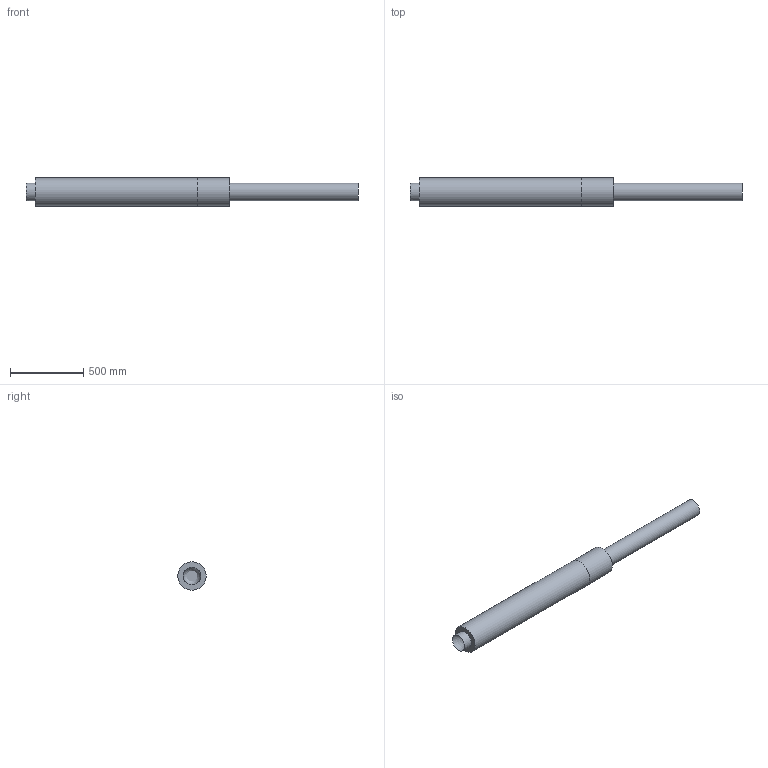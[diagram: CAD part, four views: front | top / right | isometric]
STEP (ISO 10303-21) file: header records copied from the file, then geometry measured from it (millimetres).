
FILE_DESCRIPTION(('STEP AP214'), '1');
FILE_NAME('Sborka_new', '', ('UNSPECIFIED'), ('UNSPECIFIED'), 'ASCON STEP Converter 1.3', 'ASCON Math Kernel', '');
FILE_SCHEMA(('AUTOMOTIVE_DESIGN { 1 0 10303 214 3 1 1}'));
Length unit declared in the file: millimetre
Assembly tree (5 placements, depth 2):
  (unnamed)
    (unnamed)
    (unnamed)
    (unnamed)
    (unnamed)
    (unnamed)
Bounding box: 2272.5 x 194 x 194 mm (x, y, z)
Volume: 26682888.6 mm3; surface area: 2208110.4 mm2
Topology: 5 solids, 5 shells, 21 faces, 32 edges, 22 vertices
Faces by surface type: plane 10, cylinder 9, torus 2
Full cylindrical faces by diameter (mm): 119.895 x1, 120 x1, 120.065 x1, 159.895 x1, 160.065 x3, 194 x2
Entity records: 1488 total; most frequent: DIRECTION 178, CARTESIAN_POINT 111, AXIS2_PLACEMENT_3D 85, COLOUR_RGB 65, PRESENTATION_STYLE_ASSIGNMENT 65, EDGE_LOOP 36, ORIENTED_EDGE 36, FILL_AREA_STYLE_COLOUR 26
